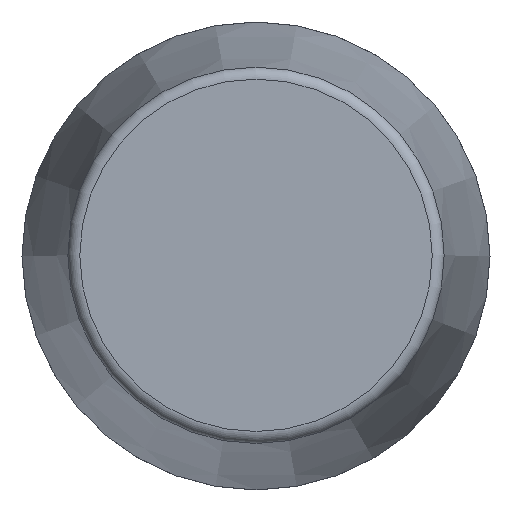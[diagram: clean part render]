
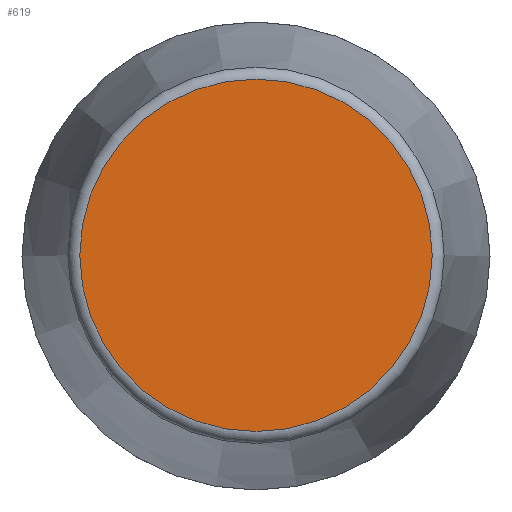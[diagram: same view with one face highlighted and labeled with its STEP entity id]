
A CAD part, top view. The second image highlights one B-rep face of the part: STEP entity #619.
In plain terms, the highlighted face is planar.
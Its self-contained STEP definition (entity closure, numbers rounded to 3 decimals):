
#76=PLANE('',#798);
#106=FACE_OUTER_BOUND('',#144,.T.);
#144=EDGE_LOOP('',(#468,#469));
#242=CIRCLE('',#796,7.307);
#243=CIRCLE('',#797,7.307);
#291=VERTEX_POINT('',#1138);
#292=VERTEX_POINT('',#1140);
#359=EDGE_CURVE('',#291,#292,#242,.T.);
#360=EDGE_CURVE('',#292,#291,#243,.T.);
#468=ORIENTED_EDGE('',*,*,#360,.F.);
#469=ORIENTED_EDGE('',*,*,#359,.F.);
#619=ADVANCED_FACE('',(#106),#76,.T.);
#796=AXIS2_PLACEMENT_3D('',#1141,#930,#931);
#797=AXIS2_PLACEMENT_3D('',#1142,#932,#933);
#798=AXIS2_PLACEMENT_3D('',#1143,#934,#935);
#930=DIRECTION('center_axis',(0.,1.,0.));
#931=DIRECTION('ref_axis',(1.,0.,0.));
#932=DIRECTION('center_axis',(0.,1.,0.));
#933=DIRECTION('ref_axis',(1.,0.,0.));
#934=DIRECTION('center_axis',(0.,-1.,0.));
#935=DIRECTION('ref_axis',(0.,0.,-1.));
#1138=CARTESIAN_POINT('',(0.,0.,-7.307));
#1140=CARTESIAN_POINT('',(-7.307,0.,0.));
#1141=CARTESIAN_POINT('Origin',(0.,0.,0.));
#1142=CARTESIAN_POINT('Origin',(0.,0.,0.));
#1143=CARTESIAN_POINT('Origin',(-7.75,0.,0.));
